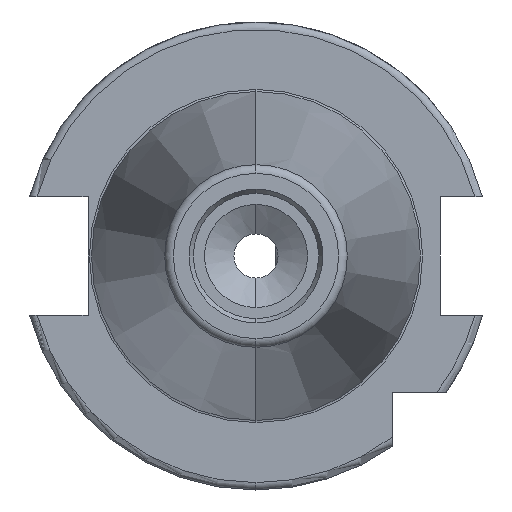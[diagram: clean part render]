
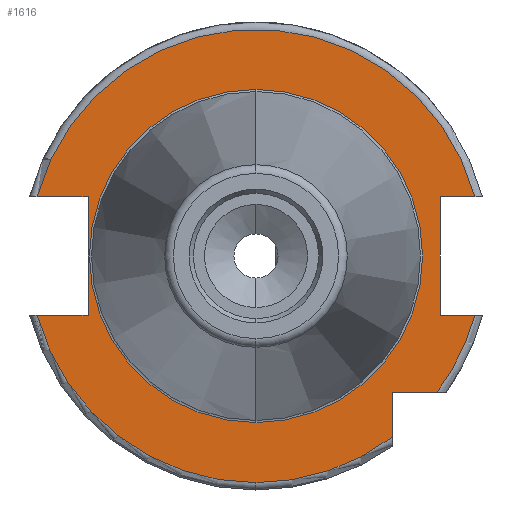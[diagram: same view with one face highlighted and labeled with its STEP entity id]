
A CAD part, left-side view. The second image highlights one B-rep face of the part: STEP entity #1616.
In plain terms, the highlighted planar face has unit normal (-1, 0, 0).
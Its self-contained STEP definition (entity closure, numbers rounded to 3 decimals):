
#761 = DIRECTION ( 'NONE',  ( 0., 0., -1. ) ) ;
#762 = DIRECTION ( 'NONE',  ( -1., 0., 0. ) ) ;
#763 = CARTESIAN_POINT ( 'NONE',  ( 3.2, 0., 0. ) ) ;
#764 = AXIS2_PLACEMENT_3D ( 'NONE', #763, #762, #761 ) ;
#765 = CIRCLE ( 'NONE', #764, 30.775 ) ;
#766 = CARTESIAN_POINT ( 'NONE',  ( 3.2, 0., -30.775 ) ) ;
#769 = CARTESIAN_POINT ( 'NONE',  ( 3.2, 29.704, -8.05 ) ) ;
#1349 = VERTEX_POINT ( 'NONE', #2471 ) ;
#1356 = EDGE_CURVE ( 'NONE', #1697, #1349, #2466, .T. ) ;
#1522 = EDGE_CURVE ( 'NONE', #1349, #1697, #2694, .T. ) ;
#1535 = VERTEX_POINT ( 'NONE', #2720 ) ;
#1543 = EDGE_LOOP ( 'NONE', ( #1626, #1567 ) ) ;
#1556 = ORIENTED_EDGE ( 'NONE', *, *, #3870, .T. ) ;
#1567 = ORIENTED_EDGE ( 'NONE', *, *, #1356, .F. ) ;
#1602 = EDGE_LOOP ( 'NONE', ( #1613, #1556, #1676, #1649, #1610, #1659, #1629, #1637, #1667, #1666, #1906, #1705 ) ) ;
#1604 = VERTEX_POINT ( 'NONE', #2871 ) ;
#1605 = EDGE_CURVE ( 'NONE', #1701, #1644, #2870, .T. ) ;
#1609 = VERTEX_POINT ( 'NONE', #2861 ) ;
#1610 = ORIENTED_EDGE ( 'NONE', *, *, #1653, .F. ) ;
#1613 = ORIENTED_EDGE ( 'NONE', *, *, #1645, .F. ) ;
#1616 = ADVANCED_FACE ( 'NONE', ( #2856, #2855 ), #2853, .F. ) ;
#1626 = ORIENTED_EDGE ( 'NONE', *, *, #1522, .F. ) ;
#1629 = ORIENTED_EDGE ( 'NONE', *, *, #1630, .T. ) ;
#1630 = EDGE_CURVE ( 'NONE', #1660, #1644, #2890, .T. ) ;
#1637 = ORIENTED_EDGE ( 'NONE', *, *, #1605, .F. ) ;
#1638 = EDGE_CURVE ( 'NONE', #1654, #1660, #2932, .T. ) ;
#1643 = EDGE_CURVE ( 'NONE', #1701, #1680, #2919, .T. ) ;
#1644 = VERTEX_POINT ( 'NONE', #2915 ) ;
#1645 = EDGE_CURVE ( 'NONE', #3868, #1661, #2976, .T. ) ;
#1649 = ORIENTED_EDGE ( 'NONE', *, *, #1652, .F. ) ;
#1652 = EDGE_CURVE ( 'NONE', #1609, #1535, #2972, .T. ) ;
#1653 = EDGE_CURVE ( 'NONE', #1654, #1609, #2968, .T. ) ;
#1654 = VERTEX_POINT ( 'NONE', #2964 ) ;
#1658 = EDGE_CURVE ( 'NONE', #3869, #1535, #2957, .T. ) ;
#1659 = ORIENTED_EDGE ( 'NONE', *, *, #1638, .T. ) ;
#1660 = VERTEX_POINT ( 'NONE', #2958 ) ;
#1661 = VERTEX_POINT ( 'NONE', #2952 ) ;
#1666 = ORIENTED_EDGE ( 'NONE', *, *, #1682, .T. ) ;
#1667 = ORIENTED_EDGE ( 'NONE', *, *, #1643, .T. ) ;
#1676 = ORIENTED_EDGE ( 'NONE', *, *, #1658, .T. ) ;
#1680 = VERTEX_POINT ( 'NONE', #2988 ) ;
#1682 = EDGE_CURVE ( 'NONE', #1680, #1604, #2981, .T. ) ;
#1689 = EDGE_CURVE ( 'NONE', #1692, #1604, #3029, .T. ) ;
#1692 = VERTEX_POINT ( 'NONE', #3024 ) ;
#1697 = VERTEX_POINT ( 'NONE', #3009 ) ;
#1701 = VERTEX_POINT ( 'NONE', #3067 ) ;
#1703 = EDGE_CURVE ( 'NONE', #1692, #1661, #3051, .T. ) ;
#1705 = ORIENTED_EDGE ( 'NONE', *, *, #1703, .T. ) ;
#1906 = ORIENTED_EDGE ( 'NONE', *, *, #1689, .F. ) ;
#2462 = DIRECTION ( 'NONE',  ( 0., 0., -1. ) ) ;
#2463 = DIRECTION ( 'NONE',  ( -1., 0., 0. ) ) ;
#2464 = CARTESIAN_POINT ( 'NONE',  ( 3.2, 0., 0. ) ) ;
#2465 = AXIS2_PLACEMENT_3D ( 'NONE', #2464, #2463, #2462 ) ;
#2466 = CIRCLE ( 'NONE', #2465, 22.625 ) ;
#2471 = CARTESIAN_POINT ( 'NONE',  ( 3.2, 0., -22.625 ) ) ;
#2690 = DIRECTION ( 'NONE',  ( 0., 0., -1. ) ) ;
#2691 = DIRECTION ( 'NONE',  ( -1., 0., 0. ) ) ;
#2692 = CARTESIAN_POINT ( 'NONE',  ( 3.2, 0., 0. ) ) ;
#2693 = AXIS2_PLACEMENT_3D ( 'NONE', #2692, #2691, #2690 ) ;
#2694 = CIRCLE ( 'NONE', #2693, 22.625 ) ;
#2720 = CARTESIAN_POINT ( 'NONE',  ( 3.2, -18.5, -24.594 ) ) ;
#2852 = AXIS2_PLACEMENT_3D ( 'NONE', #2854, #2914, #2913 ) ;
#2853 = PLANE ( 'NONE',  #2852 ) ;
#2854 = CARTESIAN_POINT ( 'NONE',  ( 3.2, 0., 30.775 ) ) ;
#2855 = FACE_OUTER_BOUND ( 'NONE', #1602, .T. ) ;
#2856 = FACE_BOUND ( 'NONE', #1543, .T. ) ;
#2861 = CARTESIAN_POINT ( 'NONE',  ( 3.2, -18.5, -18.5 ) ) ;
#2867 = DIRECTION ( 'NONE',  ( 0., 0., -1. ) ) ;
#2868 = VECTOR ( 'NONE', #2867, 1000. ) ;
#2869 = CARTESIAN_POINT ( 'NONE',  ( 3.2, -25., 30.775 ) ) ;
#2870 = LINE ( 'NONE', #2869, #2868 ) ;
#2871 = CARTESIAN_POINT ( 'NONE',  ( 3.2, 29.704, 8.05 ) ) ;
#2885 = CARTESIAN_POINT ( 'NONE',  ( 3.2, 0., -8.05 ) ) ;
#2890 = LINE ( 'NONE', #2885, #2945 ) ;
#2913 = DIRECTION ( 'NONE',  ( 0., 0., 1. ) ) ;
#2914 = DIRECTION ( 'NONE',  ( 1., 0., 0. ) ) ;
#2915 = CARTESIAN_POINT ( 'NONE',  ( 3.2, -25., -8.05 ) ) ;
#2916 = DIRECTION ( 'NONE',  ( 0., -1., 0. ) ) ;
#2917 = VECTOR ( 'NONE', #2916, 1000. ) ;
#2918 = CARTESIAN_POINT ( 'NONE',  ( 3.2, 0., 8.05 ) ) ;
#2919 = LINE ( 'NONE', #2918, #2917 ) ;
#2928 = DIRECTION ( 'NONE',  ( 0., 0., -1. ) ) ;
#2929 = DIRECTION ( 'NONE',  ( -1., 0., 0. ) ) ;
#2930 = CARTESIAN_POINT ( 'NONE',  ( 3.2, 0., 0. ) ) ;
#2931 = AXIS2_PLACEMENT_3D ( 'NONE', #2930, #2929, #2928 ) ;
#2932 = CIRCLE ( 'NONE', #2931, 30.775 ) ;
#2944 = DIRECTION ( 'NONE',  ( 0., 1., 0. ) ) ;
#2945 = VECTOR ( 'NONE', #2944, 1000. ) ;
#2952 = CARTESIAN_POINT ( 'NONE',  ( 3.2, 22.8, -8.05 ) ) ;
#2953 = DIRECTION ( 'NONE',  ( 0., 0., -1. ) ) ;
#2954 = DIRECTION ( 'NONE',  ( -1., 0., 0. ) ) ;
#2955 = CARTESIAN_POINT ( 'NONE',  ( 3.2, 0., 0. ) ) ;
#2956 = AXIS2_PLACEMENT_3D ( 'NONE', #2955, #2954, #2953 ) ;
#2957 = CIRCLE ( 'NONE', #2956, 30.775 ) ;
#2958 = CARTESIAN_POINT ( 'NONE',  ( 3.2, -29.704, -8.05 ) ) ;
#2964 = CARTESIAN_POINT ( 'NONE',  ( 3.2, -24.594, -18.5 ) ) ;
#2965 = DIRECTION ( 'NONE',  ( 0., 1., 0. ) ) ;
#2966 = VECTOR ( 'NONE', #2965, 1000. ) ;
#2967 = CARTESIAN_POINT ( 'NONE',  ( 3.2, -25.834, -18.5 ) ) ;
#2968 = LINE ( 'NONE', #2967, #2966 ) ;
#2969 = DIRECTION ( 'NONE',  ( 0., 0., -1. ) ) ;
#2970 = VECTOR ( 'NONE', #2969, 1000. ) ;
#2971 = CARTESIAN_POINT ( 'NONE',  ( 3.2, -18.5, -18.5 ) ) ;
#2972 = LINE ( 'NONE', #2971, #2970 ) ;
#2973 = DIRECTION ( 'NONE',  ( 0., -1., 0. ) ) ;
#2974 = VECTOR ( 'NONE', #2973, 1000. ) ;
#2975 = CARTESIAN_POINT ( 'NONE',  ( 3.2, 0., -8.05 ) ) ;
#2976 = LINE ( 'NONE', #2975, #2974 ) ;
#2977 = DIRECTION ( 'NONE',  ( 0., 0., -1. ) ) ;
#2978 = DIRECTION ( 'NONE',  ( -1., 0., 0. ) ) ;
#2979 = CARTESIAN_POINT ( 'NONE',  ( 3.2, 0., 0. ) ) ;
#2980 = AXIS2_PLACEMENT_3D ( 'NONE', #2979, #2978, #2977 ) ;
#2981 = CIRCLE ( 'NONE', #2980, 30.775 ) ;
#2988 = CARTESIAN_POINT ( 'NONE',  ( 3.2, -29.704, 8.05 ) ) ;
#3009 = CARTESIAN_POINT ( 'NONE',  ( 3.2, 0., 22.625 ) ) ;
#3024 = CARTESIAN_POINT ( 'NONE',  ( 3.2, 22.8, 8.05 ) ) ;
#3026 = DIRECTION ( 'NONE',  ( 0., 1., 0. ) ) ;
#3027 = VECTOR ( 'NONE', #3026, 1000. ) ;
#3028 = CARTESIAN_POINT ( 'NONE',  ( 3.2, 0., 8.05 ) ) ;
#3029 = LINE ( 'NONE', #3028, #3027 ) ;
#3048 = DIRECTION ( 'NONE',  ( 0., 0., -1. ) ) ;
#3049 = VECTOR ( 'NONE', #3048, 1000. ) ;
#3050 = CARTESIAN_POINT ( 'NONE',  ( 3.2, 22.8, 30.775 ) ) ;
#3051 = LINE ( 'NONE', #3050, #3049 ) ;
#3067 = CARTESIAN_POINT ( 'NONE',  ( 3.2, -25., 8.05 ) ) ;
#3868 = VERTEX_POINT ( 'NONE', #769 ) ;
#3869 = VERTEX_POINT ( 'NONE', #766 ) ;
#3870 = EDGE_CURVE ( 'NONE', #3868, #3869, #765, .T. ) ;
